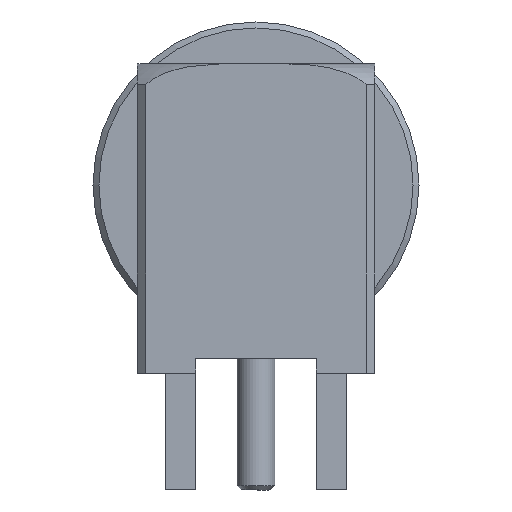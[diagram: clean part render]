
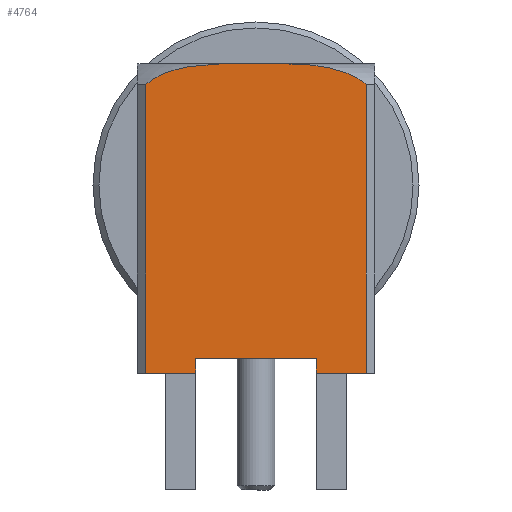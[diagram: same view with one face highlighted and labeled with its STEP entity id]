
A CAD part, left-side view. The second image highlights one B-rep face of the part: STEP entity #4764.
In plain terms, the highlighted planar face has unit normal (-1, 0, 0).
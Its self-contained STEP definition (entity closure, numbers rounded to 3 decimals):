
#125=B_SPLINE_CURVE_WITH_KNOTS('',3,(#6364,#6365,#6366,#6367,#6368),
 .UNSPECIFIED.,.F.,.F.,(4,1,4),(0.017,0.019,0.021),
 .UNSPECIFIED.);
#126=B_SPLINE_CURVE_WITH_KNOTS('',3,(#6375,#6376,#6377,#6378,#6379),
 .UNSPECIFIED.,.F.,.F.,(4,1,4),(0.,0.002,
0.004),.UNSPECIFIED.);
#250=LINE('',#6253,#514);
#265=LINE('',#6300,#529);
#290=LINE('',#6370,#554);
#291=LINE('',#6373,#555);
#292=LINE('',#6380,#556);
#293=LINE('',#6382,#557);
#294=LINE('',#6384,#558);
#295=LINE('',#6385,#559);
#514=VECTOR('',#5357,1000.);
#529=VECTOR('',#5388,1000.);
#554=VECTOR('',#5425,1000.);
#555=VECTOR('',#5426,1000.);
#556=VECTOR('',#5427,1000.);
#557=VECTOR('',#5428,1000.);
#558=VECTOR('',#5429,1000.);
#559=VECTOR('',#5430,1000.);
#797=PLANE('',#5013);
#1066=ORIENTED_EDGE('',*,*,#2149,.F.);
#1067=ORIENTED_EDGE('',*,*,#2150,.T.);
#1068=ORIENTED_EDGE('',*,*,#2151,.F.);
#1069=ORIENTED_EDGE('',*,*,#2100,.F.);
#1070=ORIENTED_EDGE('',*,*,#2148,.F.);
#1071=ORIENTED_EDGE('',*,*,#2152,.T.);
#1072=ORIENTED_EDGE('',*,*,#2153,.T.);
#1073=ORIENTED_EDGE('',*,*,#2154,.T.);
#1074=ORIENTED_EDGE('',*,*,#2120,.T.);
#1075=ORIENTED_EDGE('',*,*,#2155,.F.);
#2100=EDGE_CURVE('',#2660,#2661,#250,.T.);
#2120=EDGE_CURVE('',#2676,#2674,#265,.T.);
#2148=EDGE_CURVE('',#2695,#2660,#125,.T.);
#2149=EDGE_CURVE('',#2696,#2697,#290,.T.);
#2150=EDGE_CURVE('',#2696,#2698,#291,.T.);
#2151=EDGE_CURVE('',#2661,#2698,#126,.T.);
#2152=EDGE_CURVE('',#2695,#2699,#292,.T.);
#2153=EDGE_CURVE('',#2699,#2700,#293,.T.);
#2154=EDGE_CURVE('',#2700,#2676,#294,.T.);
#2155=EDGE_CURVE('',#2697,#2674,#295,.T.);
#2660=VERTEX_POINT('',#6252);
#2661=VERTEX_POINT('',#6254);
#2674=VERTEX_POINT('',#6298);
#2676=VERTEX_POINT('',#6301);
#2695=VERTEX_POINT('',#6363);
#2696=VERTEX_POINT('',#6371);
#2697=VERTEX_POINT('',#6372);
#2698=VERTEX_POINT('',#6374);
#2699=VERTEX_POINT('',#6381);
#2700=VERTEX_POINT('',#6383);
#3173=EDGE_LOOP('',(#1066,#1067,#1068,#1069,#1070,#1071,#1072,#1073,#1074,
#1075));
#3431=FACE_BOUND('',#3173,.T.);
#4764=ADVANCED_FACE('',(#3431),#797,.F.);
#5013=AXIS2_PLACEMENT_3D('',#6369,#5423,#5424);
#5357=DIRECTION('',(0.,-1.,0.));
#5388=DIRECTION('',(0.,-1.,0.));
#5423=DIRECTION('',(1.,0.,0.));
#5424=DIRECTION('',(0.,0.,-1.));
#5425=DIRECTION('',(0.,1.,0.));
#5426=DIRECTION('',(0.,0.,1.));
#5427=DIRECTION('',(0.,0.,-1.));
#5428=DIRECTION('',(0.,-1.,0.));
#5429=DIRECTION('',(0.,0.,1.));
#5430=DIRECTION('',(0.,0.,1.));
#6252=CARTESIAN_POINT('',(-18.9,0.234,4.09));
#6253=CARTESIAN_POINT('',(-18.9,4.,4.09));
#6254=CARTESIAN_POINT('',(-18.9,-0.234,4.09));
#6298=CARTESIAN_POINT('',(-18.9,-2.03,-5.85));
#6300=CARTESIAN_POINT('',(-18.9,4.,-5.85));
#6301=CARTESIAN_POINT('',(-18.9,2.03,-5.85));
#6363=CARTESIAN_POINT('',(-18.9,3.72,3.389));
#6364=CARTESIAN_POINT('',(-18.9,3.72,3.389));
#6365=CARTESIAN_POINT('',(-18.9,3.256,3.785));
#6366=CARTESIAN_POINT('',(-18.9,2.039,4.114));
#6367=CARTESIAN_POINT('',(-18.9,0.839,4.09));
#6368=CARTESIAN_POINT('',(-18.9,0.234,4.09));
#6369=CARTESIAN_POINT('',(-18.9,4.,4.09));
#6370=CARTESIAN_POINT('',(-18.9,-4.,-6.35));
#6371=CARTESIAN_POINT('',(-18.9,-3.72,-6.35));
#6372=CARTESIAN_POINT('',(-18.9,-2.03,-6.35));
#6373=CARTESIAN_POINT('',(-18.9,-3.72,4.09));
#6374=CARTESIAN_POINT('',(-18.9,-3.72,3.389));
#6375=CARTESIAN_POINT('',(-18.9,-0.234,4.09));
#6376=CARTESIAN_POINT('',(-18.9,-0.839,4.09));
#6377=CARTESIAN_POINT('',(-18.9,-2.047,4.114));
#6378=CARTESIAN_POINT('',(-18.9,-3.259,3.783));
#6379=CARTESIAN_POINT('',(-18.9,-3.72,3.389));
#6380=CARTESIAN_POINT('',(-18.9,3.72,4.09));
#6381=CARTESIAN_POINT('',(-18.9,3.72,-6.35));
#6382=CARTESIAN_POINT('',(-18.9,4.,-6.35));
#6383=CARTESIAN_POINT('',(-18.9,2.03,-6.35));
#6384=CARTESIAN_POINT('',(-18.9,2.03,-6.35));
#6385=CARTESIAN_POINT('',(-18.9,-2.03,-6.35));
